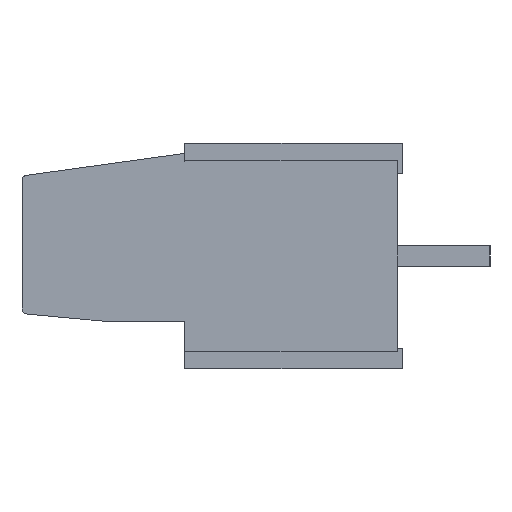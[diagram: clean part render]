
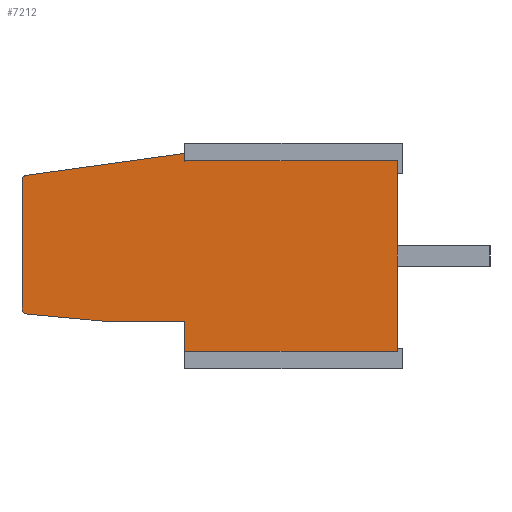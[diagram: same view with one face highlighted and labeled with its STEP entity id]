
A CAD part, left-side view. The second image highlights one B-rep face of the part: STEP entity #7212.
In plain terms, the highlighted planar face has unit normal (-1, 0, 0).
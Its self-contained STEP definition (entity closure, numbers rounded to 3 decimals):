
#73=DIRECTION('',(0.,1.,0.));
#74=VECTOR('',#73,8.5);
#75=CARTESIAN_POINT('',(-20.32,0.2,-8.3));
#76=LINE('',#75,#74);
#81=DIRECTION('',(0.,0.,1.));
#82=VECTOR('',#81,1.2);
#83=CARTESIAN_POINT('',(-20.32,8.7,-8.3));
#84=LINE('',#83,#82);
#88=DIRECTION('',(0.,1.,0.));
#89=VECTOR('',#88,3.3);
#90=CARTESIAN_POINT('',(-20.32,8.7,-7.1));
#91=LINE('',#90,#89);
#95=DIRECTION('',(0.,0.996,0.093));
#96=VECTOR('',#95,3.032);
#97=CARTESIAN_POINT('',(-20.32,12.,-7.1));
#98=LINE('',#97,#96);
#102=DIRECTION('',(0.,0.,1.));
#103=VECTOR('',#102,5.144);
#104=CARTESIAN_POINT('',(-20.32,15.2,-6.618));
#105=LINE('',#104,#103);
#109=DIRECTION('',(0.,-0.991,0.137));
#110=VECTOR('',#109,6.388);
#111=CARTESIAN_POINT('',(-20.32,15.027,-1.276));
#112=LINE('',#111,#110);
#116=DIRECTION('',(0.,0.,-1.));
#117=VECTOR('',#116,0.3);
#118=CARTESIAN_POINT('',(-20.32,8.7,-0.4));
#119=LINE('',#118,#117);
#123=DIRECTION('',(0.,1.,0.));
#124=VECTOR('',#123,8.5);
#125=CARTESIAN_POINT('',(-20.32,0.2,-0.7));
#126=LINE('',#125,#124);
#501=DIRECTION('',(0.,0.,1.));
#502=VECTOR('',#501,7.6);
#503=CARTESIAN_POINT('',(-20.32,0.2,-8.3));
#504=LINE('',#503,#502);
#3442=CARTESIAN_POINT('',(-20.32,15.,-6.618));
#3443=DIRECTION('',(-1.,0.,0.));
#3444=DIRECTION('',(0.,1.,0.));
#3445=AXIS2_PLACEMENT_3D('',#3442,#3443,#3444);
#3600=CARTESIAN_POINT('',(-20.32,15.,-1.474));
#3601=DIRECTION('',(-1.,0.,0.));
#3602=DIRECTION('',(0.,0.137,0.991));
#3603=AXIS2_PLACEMENT_3D('',#3600,#3601,#3602);
#6138=CARTESIAN_POINT('',(-20.32,15.019,-6.817));
#6140=VERTEX_POINT('',#6138);
#6143=CARTESIAN_POINT('',(-20.32,15.2,-6.618));
#6144=VERTEX_POINT('',#6143);
#6146=CARTESIAN_POINT('',(-20.32,15.2,-1.474));
#6148=VERTEX_POINT('',#6146);
#6151=CARTESIAN_POINT('',(-20.32,15.027,-1.276));
#6152=VERTEX_POINT('',#6151);
#6153=CARTESIAN_POINT('',(-20.32,12.,-7.1));
#6154=VERTEX_POINT('',#6153);
#6235=CARTESIAN_POINT('',(-20.32,8.7,-7.1));
#6236=VERTEX_POINT('',#6235);
#6247=CARTESIAN_POINT('',(-20.32,8.7,-0.4));
#6248=CARTESIAN_POINT('',(-20.32,8.7,-0.7));
#6249=VERTEX_POINT('',#6247);
#6250=VERTEX_POINT('',#6248);
#6253=CARTESIAN_POINT('',(-20.32,8.7,-8.3));
#6254=VERTEX_POINT('',#6253);
#6305=CARTESIAN_POINT('',(-20.32,0.2,-8.3));
#6306=VERTEX_POINT('',#6305);
#6307=CARTESIAN_POINT('',(-20.32,0.2,-0.7));
#6308=VERTEX_POINT('',#6307);
#7183=CARTESIAN_POINT('',(-20.32,0.,0.));
#7184=DIRECTION('',(1.,0.,0.));
#7185=DIRECTION('',(0.,0.,-1.));
#7186=AXIS2_PLACEMENT_3D('',#7183,#7184,#7185);
#7187=PLANE('',#7186);
#7189=ORIENTED_EDGE('',*,*,#7188,.F.);
#7191=ORIENTED_EDGE('',*,*,#7190,.T.);
#7193=ORIENTED_EDGE('',*,*,#7192,.T.);
#7195=ORIENTED_EDGE('',*,*,#7194,.T.);
#7197=ORIENTED_EDGE('',*,*,#7196,.T.);
#7199=ORIENTED_EDGE('',*,*,#7198,.F.);
#7201=ORIENTED_EDGE('',*,*,#7200,.T.);
#7203=ORIENTED_EDGE('',*,*,#7202,.F.);
#7205=ORIENTED_EDGE('',*,*,#7204,.T.);
#7207=ORIENTED_EDGE('',*,*,#7206,.T.);
#7209=ORIENTED_EDGE('',*,*,#7208,.F.);
#7210=EDGE_LOOP('',(#7189,#7191,#7193,#7195,#7197,#7199,#7201,#7203,#7205,#7207,
#7209));
#7211=FACE_OUTER_BOUND('',#7210,.F.);
#7212=ADVANCED_FACE('',(#7211),#7187,.F.);
#3446=CIRCLE('',#3445,0.2);
#3604=CIRCLE('',#3603,0.2);
#7188=EDGE_CURVE('',#6306,#6308,#504,.T.);
#7190=EDGE_CURVE('',#6306,#6254,#76,.T.);
#7192=EDGE_CURVE('',#6254,#6236,#84,.T.);
#7194=EDGE_CURVE('',#6236,#6154,#91,.T.);
#7196=EDGE_CURVE('',#6154,#6140,#98,.T.);
#7198=EDGE_CURVE('',#6144,#6140,#3446,.T.);
#7200=EDGE_CURVE('',#6144,#6148,#105,.T.);
#7202=EDGE_CURVE('',#6152,#6148,#3604,.T.);
#7204=EDGE_CURVE('',#6152,#6249,#112,.T.);
#7206=EDGE_CURVE('',#6249,#6250,#119,.T.);
#7208=EDGE_CURVE('',#6308,#6250,#126,.T.);
